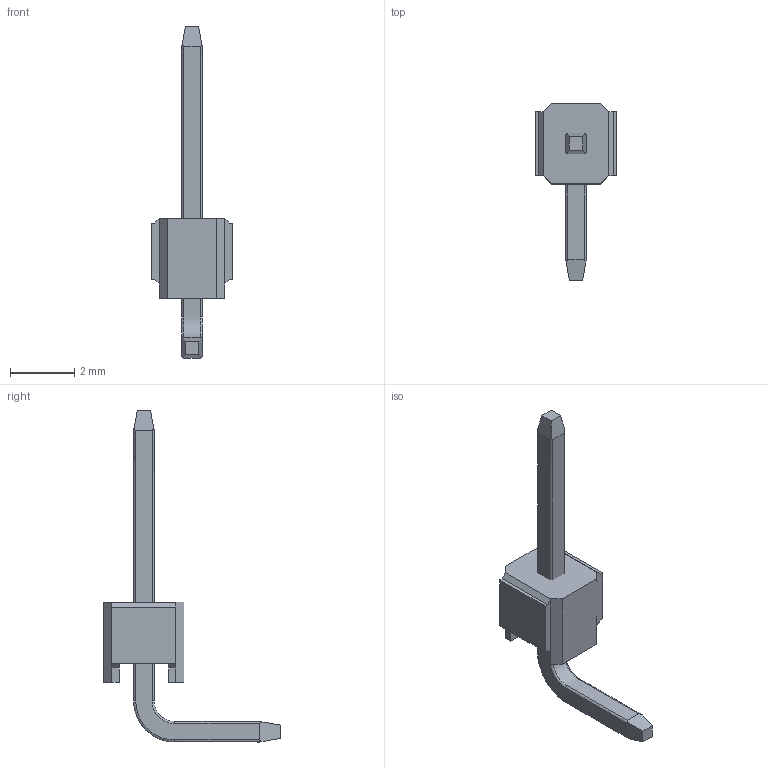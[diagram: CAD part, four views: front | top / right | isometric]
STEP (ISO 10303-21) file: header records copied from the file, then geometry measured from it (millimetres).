
FILE_DESCRIPTION(('STEP AP203'), '1');
FILE_NAME('DS1022_black_100mil_TypeU_no-marck_', '', ('UNSPECIFIED'), ('UNSPECIFIED'), 'C3D Converter', 'C3D Toolkit', '');
FILE_SCHEMA(('CONFIG_CONTROL_DESIGN'));
Length unit declared in the file: millimetre
Products named in the file (1): DS1022_black_1x02p_100mil_TypeD_rev1.0
Bounding box: 2.54 x 5.5 x 10.36 mm (x, y, z)
Volume: 17.8 mm3; surface area: 69.2 mm2
Topology: 2 solids, 2 shells, 60 faces, 168 edges, 105 vertices
Faces by surface type: plane 42, bspline 14, cylinder 4
Entity records: 3774 total; most frequent: CARTESIAN_POINT 1914, ORIENTED_EDGE 322, DIRECTION 198, EDGE_CURVE 161, VERTEX_POINT 105, LINE 104, VECTOR 104, COLOUR_RGB 62
